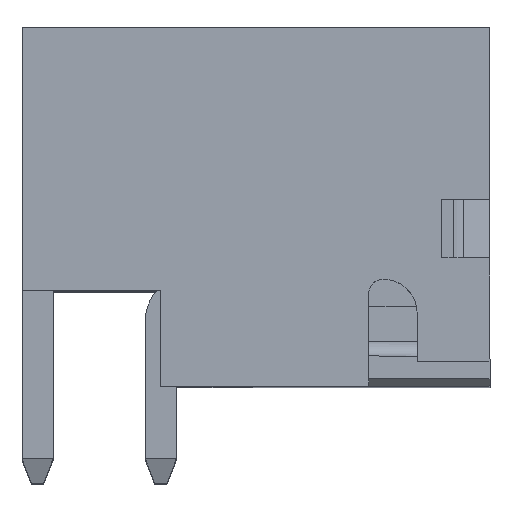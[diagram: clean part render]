
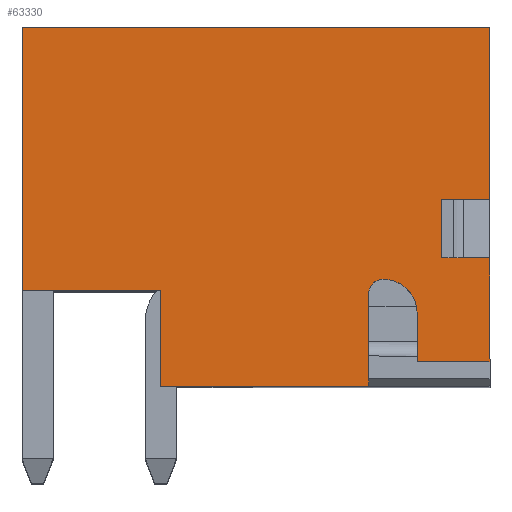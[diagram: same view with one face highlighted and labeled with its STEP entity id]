
A CAD part, top view. The second image highlights one B-rep face of the part: STEP entity #63330.
In plain terms, the highlighted face is planar.
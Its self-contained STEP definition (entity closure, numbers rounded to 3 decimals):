
#22610=CARTESIAN_POINT('',(-1.52,-1.47,
7.1));
#22620=VERTEX_POINT('',#22610);
#22650=CARTESIAN_POINT('',(-1.52,3.747,
7.1));
#22660=DIRECTION('',(0.,1.,0.));
#22670=VECTOR('',#22660,1.);
#22680=LINE('',#22650,#22670);
#22690=CARTESIAN_POINT('',(-1.52,0.67,
7.1));
#22700=VERTEX_POINT('',#22690);
#22710=EDGE_CURVE('',#22620,#22700,#22680,.T.);
#22930=CARTESIAN_POINT('',(-1.52,1.87,
7.1));
#22940=VERTEX_POINT('',#22930);
#22970=CARTESIAN_POINT('',(-1.52,5.42,
7.1));
#22980=VERTEX_POINT('',#22970);
#22990=EDGE_CURVE('',#22940,#22980,#22680,.T.);
#30580=CARTESIAN_POINT('',(-1.52,5.42,
-2.54));
#30590=VERTEX_POINT('',#30580);
#30710=CARTESIAN_POINT('',(-1.52,5.42,
12.033));
#30720=DIRECTION('',(0.,0.,1.));
#30730=VECTOR('',#30720,1.);
#30740=LINE('',#30710,#30730);
#30750=EDGE_CURVE('',#30590,#22980,#30740,.T.);
#32220=CARTESIAN_POINT('',(-1.52,-1.47,
5.6));
#32230=VERTEX_POINT('',#32220);
#32260=CARTESIAN_POINT('',(-1.52,-1.47,
12.033));
#32270=DIRECTION('',(0.,0.,1.));
#32280=VECTOR('',#32270,1.);
#32290=LINE('',#32260,#32280);
#32300=EDGE_CURVE('',#32230,#22620,#32290,.T.);
#42720=CARTESIAN_POINT('',(-1.52,1.333,-2.54));
#42730=DIRECTION('',(0.,1.,0.));
#42740=VECTOR('',#42730,1.);
#42750=LINE('',#42720,#42740);
#42760=CARTESIAN_POINT('',(-1.52,0.,
-2.54));
#42770=VERTEX_POINT('',#42760);
#42780=EDGE_CURVE('',#42770,#30590,#42750,.T.);
#47870=CARTESIAN_POINT('',(-1.52,1.333,
4.6));
#47880=DIRECTION('',(0.,1.,0.));
#47890=VECTOR('',#47880,1.);
#47900=LINE('',#47870,#47890);
#47910=CARTESIAN_POINT('',(-1.52,-1.97,
4.6));
#47920=VERTEX_POINT('',#47910);
#47930=CARTESIAN_POINT('',(-1.52,-0.07,
4.6));
#47940=VERTEX_POINT('',#47930);
#47950=EDGE_CURVE('',#47920,#47940,#47900,.T.);
#55490=CARTESIAN_POINT('',(-1.52,-1.97,
0.32));
#55500=VERTEX_POINT('',#55490);
#55530=CARTESIAN_POINT('',(-1.52,-1.97,
12.033));
#55540=DIRECTION('',(0.,0.,1.));
#55550=VECTOR('',#55540,1.);
#55560=LINE('',#55530,#55550);
#55570=EDGE_CURVE('',#55500,#47920,#55560,.T.);
#60440=CARTESIAN_POINT('',(-1.52,-0.47,
4.9));
#60450=DIRECTION('',(1.,0.,0.));
#60460=DIRECTION('',(0.,1.,0.));
#60470=AXIS2_PLACEMENT_3D('',#60440,#60450,#60460);
#60480=CIRCLE('',#60470,0.7);
#60490=CARTESIAN_POINT('',(-1.52,0.23,
4.9));
#60500=VERTEX_POINT('',#60490);
#60510=CARTESIAN_POINT('',(-1.52,-0.47,
5.6));
#60520=VERTEX_POINT('',#60510);
#60530=EDGE_CURVE('',#60500,#60520,#60480,.T.);
#61530=CARTESIAN_POINT('',(-1.52,0.,
0.32));
#61540=VERTEX_POINT('',#61530);
#61570=CARTESIAN_POINT('',(-1.52,1.333,
0.32));
#61580=DIRECTION('',(0.,-1.,0.));
#61590=VECTOR('',#61580,1.);
#61600=LINE('',#61570,#61590);
#61610=EDGE_CURVE('',#61540,#55500,#61600,.T.);
#62540=CARTESIAN_POINT('',(-1.52,0.67,
6.135));
#62550=VERTEX_POINT('',#62540);
#62600=CARTESIAN_POINT('',(-1.52,1.333,
6.135));
#62610=DIRECTION('',(-0.,1.,0.));
#62620=VECTOR('',#62610,1.);
#62630=LINE('',#62600,#62620);
#62640=CARTESIAN_POINT('',(-1.52,1.87,
6.135));
#62650=VERTEX_POINT('',#62640);
#62660=EDGE_CURVE('',#62550,#62650,#62630,.T.);
#62850=CARTESIAN_POINT('',(-1.52,4.13,
3.18));
#62860=DIRECTION('',(-1.,0.,0.));
#62870=DIRECTION('',(0.,0.,1.));
#62880=AXIS2_PLACEMENT_3D('',#62850,#62860,#62870);
#62890=PLANE('',#62880);
#62900=ORIENTED_EDGE('',*,*,#42780,.F.);
#62910=ORIENTED_EDGE('',*,*,#30750,.F.);
#62920=ORIENTED_EDGE('',*,*,#22990,.T.);
#62930=CARTESIAN_POINT('',(-1.52,1.87,
12.033));
#62940=DIRECTION('',(0.,0.,1.));
#62950=VECTOR('',#62940,1.);
#62960=LINE('',#62930,#62950);
#62970=EDGE_CURVE('',#62650,#22940,#62960,.T.);
#62980=ORIENTED_EDGE('',*,*,#62970,.T.);
#62990=ORIENTED_EDGE('',*,*,#62660,.T.);
#63000=CARTESIAN_POINT('',(-1.52,0.67,
12.033));
#63010=DIRECTION('',(0.,0.,1.));
#63020=VECTOR('',#63010,1.);
#63030=LINE('',#63000,#63020);
#63040=EDGE_CURVE('',#62550,#22700,#63030,.T.);
#63050=ORIENTED_EDGE('',*,*,#63040,.F.);
#63060=ORIENTED_EDGE('',*,*,#22710,.T.);
#63070=ORIENTED_EDGE('',*,*,#32300,.T.);
#63080=CARTESIAN_POINT('',(-1.52,1.207,
5.6));
#63090=DIRECTION('',(0.,1.,0.));
#63100=VECTOR('',#63090,1.);
#63110=LINE('',#63080,#63100);
#63120=EDGE_CURVE('',#32230,#60520,#63110,.T.);
#63130=ORIENTED_EDGE('',*,*,#63120,.F.);
#63140=ORIENTED_EDGE('',*,*,#60530,.T.);
#63150=CARTESIAN_POINT('',(-1.52,-0.07,
4.9));
#63160=DIRECTION('',(-1.,0.,0.));
#63170=DIRECTION('',(0.,-1.,0.));
#63180=AXIS2_PLACEMENT_3D('',#63150,#63160,#63170);
#63190=CIRCLE('',#63180,0.3);
#63200=EDGE_CURVE('',#60500,#47940,#63190,.T.);
#63210=ORIENTED_EDGE('',*,*,#63200,.F.);
#63220=ORIENTED_EDGE('',*,*,#47950,.T.);
#63230=ORIENTED_EDGE('',*,*,#55570,.T.);
#63240=ORIENTED_EDGE('',*,*,#61610,.T.);
#63250=CARTESIAN_POINT('',(-1.52,0.,
12.033));
#63260=DIRECTION('',(0.,0.,1.));
#63270=VECTOR('',#63260,1.);
#63280=LINE('',#63250,#63270);
#63290=EDGE_CURVE('',#42770,#61540,#63280,.T.);
#63300=ORIENTED_EDGE('',*,*,#63290,.T.);
#63310=EDGE_LOOP('',(#63300,#63240,#63230,#63220,#63210,#63140,#63130,
#63070,#63060,#63050,#62990,#62980,#62920,#62910,#62900));
#63320=FACE_OUTER_BOUND('',#63310,.T.);
#63330=ADVANCED_FACE('',(#63320),#62890,.T.);
